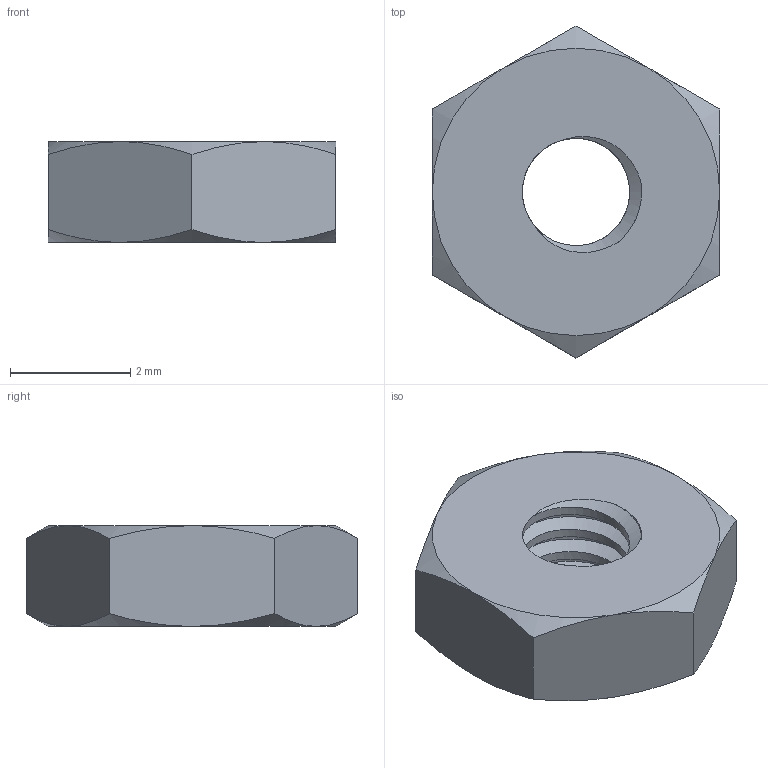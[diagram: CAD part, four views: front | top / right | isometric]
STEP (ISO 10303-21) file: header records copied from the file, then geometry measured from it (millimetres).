
FILE_DESCRIPTION(/* description */ (''),/* implementation_level */ '2;1');
FILE_NAME(/* name */ '36756-HPN-2-56-A2.stp',/* time_stamp */ '2023-06-16T14:55:39+01:00',/* author */ (''),/* organization */ (''),/* preprocessor_version */ 'ST-DEVELOPER v19.2',/* originating_system */ 'Autodesk Translation Framework v12.6.0.85',/* authorisation */ '');
FILE_SCHEMA (('AUTOMOTIVE_DESIGN { 1 0 10303 214 3 1 1 }'));
Length unit declared in the file: inch
Products named in the file (1): HPN IMP
Bounding box: 4.78 x 5.51 x 1.68 mm (x, y, z)
Volume: 27.8 mm3; surface area: 75 mm2
Topology: 1 solids, 1 shells, 32 faces, 78 edges, 48 vertices
Faces by surface type: cone 12, cylinder 10, plane 8, bspline 2
Full cylindrical faces by diameter (mm): 1.783 x1, 2.184 x1
Entity records: 1457 total; most frequent: CARTESIAN_POINT 778, ORIENTED_EDGE 156, DIRECTION 110, EDGE_CURVE 78, VERTEX_POINT 48, AXIS2_PLACEMENT_3D 48, EDGE_LOOP 34, FACE_OUTER_BOUND 32
